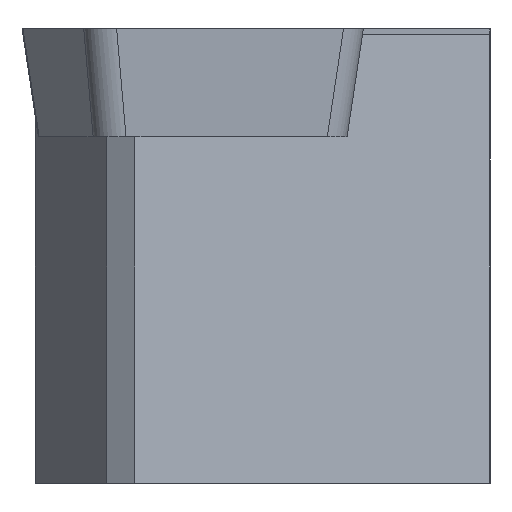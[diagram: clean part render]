
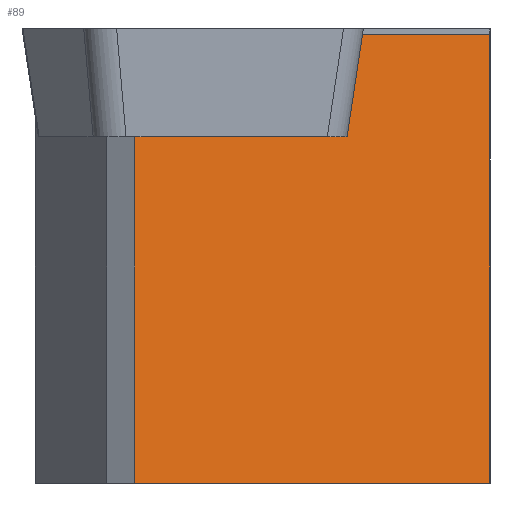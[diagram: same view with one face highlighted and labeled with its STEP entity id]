
A CAD part, left-side view. The second image highlights one B-rep face of the part: STEP entity #89.
In plain terms, the highlighted planar face has unit normal (-0.966, -0.259, 0).
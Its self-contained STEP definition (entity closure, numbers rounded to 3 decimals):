
#89=ADVANCED_FACE('',(#123),#105,.F.);
#105=PLANE('',#459);
#123=FACE_OUTER_BOUND('',#151,.T.);
#151=EDGE_LOOP('',(#230,#231,#232,#233));
#230=ORIENTED_EDGE('',*,*,#340,.F.);
#231=ORIENTED_EDGE('',*,*,#334,.F.);
#232=ORIENTED_EDGE('',*,*,#341,.F.);
#233=ORIENTED_EDGE('',*,*,#342,.F.);
#290=VERTEX_POINT('',#657);
#291=VERTEX_POINT('',#659);
#294=VERTEX_POINT('',#670);
#295=VERTEX_POINT('',#672);
#334=EDGE_CURVE('',#290,#291,#374,.T.);
#340=EDGE_CURVE('',#291,#294,#380,.T.);
#341=EDGE_CURVE('',#295,#290,#381,.T.);
#342=EDGE_CURVE('',#294,#295,#382,.T.);
#374=LINE('',#658,#414);
#380=LINE('',#669,#420);
#381=LINE('',#671,#421);
#382=LINE('',#673,#422);
#414=VECTOR('',#544,1.);
#420=VECTOR('',#554,1.);
#421=VECTOR('',#555,1.);
#422=VECTOR('',#556,1.);
#459=AXIS2_PLACEMENT_3D('',#674,#557,#558);
#544=DIRECTION('',(0.,0.,-1.));
#554=DIRECTION('',(-0.259,0.966,0.));
#555=DIRECTION('',(0.259,-0.966,0.));
#556=DIRECTION('',(0.,0.,1.));
#557=DIRECTION('',(0.966,0.259,0.));
#558=DIRECTION('',(0.259,-0.966,0.));
#657=CARTESIAN_POINT('',(12.246,-35.134,-0.525));
#658=CARTESIAN_POINT('',(12.246,-35.134,-0.025));
#659=CARTESIAN_POINT('',(12.246,-35.134,-40.025));
#669=CARTESIAN_POINT('',(12.246,-35.134,-40.025));
#670=CARTESIAN_POINT('',(3.868,-3.866,-40.025));
#671=CARTESIAN_POINT('',(12.246,-35.134,-0.525));
#672=CARTESIAN_POINT('',(3.868,-3.866,-0.525));
#673=CARTESIAN_POINT('',(3.868,-3.866,-0.025));
#674=CARTESIAN_POINT('',(12.246,-35.134,-0.025));
